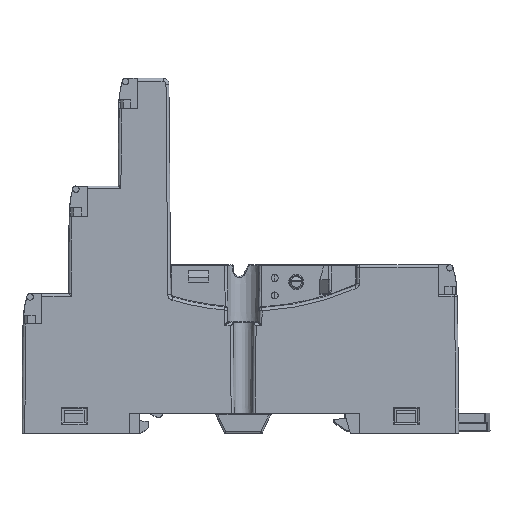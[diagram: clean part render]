
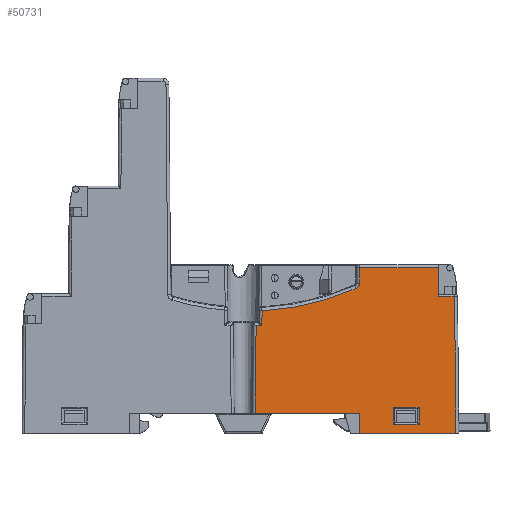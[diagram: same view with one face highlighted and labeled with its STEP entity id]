
A CAD part, top view. The second image highlights one B-rep face of the part: STEP entity #50731.
In plain terms, the highlighted planar face has unit normal (0, 0, 1).
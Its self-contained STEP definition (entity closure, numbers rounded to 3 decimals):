
#1252 = VERTEX_POINT ( 'NONE', #36939 ) ;
#2066 = CARTESIAN_POINT ( 'NONE',  ( 953.5, 28.5, 13.45 ) ) ;
#2110 = VECTOR ( 'NONE', #52229, 1000. ) ;
#2111 = CARTESIAN_POINT ( 'NONE',  ( 11.5, 3.5, 13.45 ) ) ;
#3036 = LINE ( 'NONE', #55346, #9831 ) ;
#3400 = VERTEX_POINT ( 'NONE', #5219 ) ;
#3607 = EDGE_CURVE ( 'NONE', #17102, #1252, #3036, .T. ) ;
#3969 = VERTEX_POINT ( 'NONE', #7036 ) ;
#5219 = CARTESIAN_POINT ( 'NONE',  ( -5.292, 18.5, 13.45 ) ) ;
#5235 = ORIENTED_EDGE ( 'NONE', *, *, #20659, .T. ) ;
#5975 = CARTESIAN_POINT ( 'NONE',  ( 10.875, 24.897, 13.45 ) ) ;
#6473 = ORIENTED_EDGE ( 'NONE', *, *, #51989, .T. ) ;
#6527 = CARTESIAN_POINT ( 'NONE',  ( 17.5, 1.6, 13.45 ) ) ;
#6540 = LINE ( 'NONE', #55989, #12593 ) ;
#6716 = EDGE_CURVE ( 'NONE', #21297, #56628, #55512, .T. ) ;
#7036 = CARTESIAN_POINT ( 'NONE',  ( 17.3, 4.5, 13.45 ) ) ;
#8353 = FACE_OUTER_BOUND ( 'NONE', #59618, .T. ) ;
#9307 = CARTESIAN_POINT ( 'NONE',  ( 17.3, 4.3, 13.45 ) ) ;
#9367 = CARTESIAN_POINT ( 'NONE',  ( 11.5, 0., 13.45 ) ) ;
#9831 = VECTOR ( 'NONE', #36566, 1000. ) ;
#10655 = DIRECTION ( 'NONE',  ( -1., 0., 0. ) ) ;
#11086 = CARTESIAN_POINT ( 'NONE',  ( -5.38, 8.368, 13.45 ) ) ;
#11946 = VERTEX_POINT ( 'NONE', #53563 ) ;
#12034 = EDGE_CURVE ( 'NONE', #11946, #58394, #28990, .T. ) ;
#12304 = EDGE_CURVE ( 'NONE', #3400, #11946, #55403, .T. ) ;
#12593 = VECTOR ( 'NONE', #56608, 1000. ) ;
#12643 = CARTESIAN_POINT ( 'NONE',  ( 28., 0., 13.45 ) ) ;
#12694 = EDGE_CURVE ( 'NONE', #57538, #21297, #52319, .T. ) ;
#13969 = VERTEX_POINT ( 'NONE', #41234 ) ;
#14424 = EDGE_CURVE ( 'NONE', #61532, #45872, #36185, .T. ) ;
#14493 = EDGE_CURVE ( 'NONE', #3969, #17102, #27925, .T. ) ;
#14626 = AXIS2_PLACEMENT_3D ( 'NONE', #33169, #53012, #33793 ) ;
#14677 = DIRECTION ( 'NONE',  ( 0., -1., 0. ) ) ;
#15546 = ORIENTED_EDGE ( 'NONE', *, *, #59897, .T. ) ;
#16576 = DIRECTION ( 'NONE',  ( -0.009, -1., 0. ) ) ;
#16630 = VERTEX_POINT ( 'NONE', #59504 ) ;
#16861 = EDGE_CURVE ( 'NONE', #58394, #61973, #18966, .T. ) ;
#17033 = VECTOR ( 'NONE', #58095, 1000. ) ;
#17102 = VERTEX_POINT ( 'NONE', #46105 ) ;
#17782 = LINE ( 'NONE', #9307, #54729 ) ;
#18660 = VECTOR ( 'NONE', #14677, 1000. ) ;
#18923 = VERTEX_POINT ( 'NONE', #56491 ) ;
#18966 = LINE ( 'NONE', #28263, #39329 ) ;
#19552 = DIRECTION ( 'NONE',  ( 0., 0., 1. ) ) ;
#20067 = LINE ( 'NONE', #34464, #17033 ) ;
#20659 = EDGE_CURVE ( 'NONE', #16630, #3969, #17782, .T. ) ;
#20745 = ORIENTED_EDGE ( 'NONE', *, *, #14493, .T. ) ;
#20941 = CIRCLE ( 'NONE', #61194, 999.5 ) ;
#21297 = VERTEX_POINT ( 'NONE', #25056 ) ;
#21448 = VECTOR ( 'NONE', #26287, 1000. ) ;
#21532 = ORIENTED_EDGE ( 'NONE', *, *, #6716, .T. ) ;
#22578 = DIRECTION ( 'NONE',  ( -1., 0., 0. ) ) ;
#22679 = VECTOR ( 'NONE', #32033, 1000. ) ;
#22693 = FACE_BOUND ( 'NONE', #32862, .T. ) ;
#25056 = CARTESIAN_POINT ( 'NONE',  ( 11.496, 28.5, 13.45 ) ) ;
#25413 = ORIENTED_EDGE ( 'NONE', *, *, #26814, .T. ) ;
#26287 = DIRECTION ( 'NONE',  ( -1., 0., 0. ) ) ;
#26814 = EDGE_CURVE ( 'NONE', #45872, #3400, #51213, .T. ) ;
#27344 = EDGE_CURVE ( 'NONE', #61973, #13969, #46596, .T. ) ;
#27742 = LINE ( 'NONE', #62318, #2110 ) ;
#27925 = LINE ( 'NONE', #61712, #22679 ) ;
#28243 = VECTOR ( 'NONE', #45293, 1000. ) ;
#28263 = CARTESIAN_POINT ( 'NONE',  ( 11.5, 3.5, 13.45 ) ) ;
#28990 = LINE ( 'NONE', #40258, #28243 ) ;
#29380 = ORIENTED_EDGE ( 'NONE', *, *, #12304, .T. ) ;
#31027 = AXIS2_PLACEMENT_3D ( 'NONE', #61315, #51429, #22578 ) ;
#31359 = DIRECTION ( 'NONE',  ( -1., 0., 0. ) ) ;
#31410 = EDGE_CURVE ( 'NONE', #61532, #56628, #53639, .T. ) ;
#31869 = DIRECTION ( 'NONE',  ( -0.009, -1., 0. ) ) ;
#32033 = DIRECTION ( 'NONE',  ( 1., 0., 0. ) ) ;
#32090 = ORIENTED_EDGE ( 'NONE', *, *, #14424, .T. ) ;
#32492 = ORIENTED_EDGE ( 'NONE', *, *, #35798, .T. ) ;
#32862 = EDGE_LOOP ( 'NONE', ( #20745, #51577, #32492, #5235 ) ) ;
#33169 = CARTESIAN_POINT ( 'NONE',  ( 953.5, 0., 13.45 ) ) ;
#33325 = VERTEX_POINT ( 'NONE', #12643 ) ;
#33793 = DIRECTION ( 'NONE',  ( -1., 0., 0. ) ) ;
#34464 = CARTESIAN_POINT ( 'NONE',  ( 28.5, 0., 13.45 ) ) ;
#35798 = EDGE_CURVE ( 'NONE', #1252, #16630, #47165, .T. ) ;
#36090 = CARTESIAN_POINT ( 'NONE',  ( 11.319, 8.222, 13.45 ) ) ;
#36185 = CIRCLE ( 'NONE', #31027, 46.01 ) ;
#36566 = DIRECTION ( 'NONE',  ( 0., -1., 0. ) ) ;
#36724 = AXIS2_PLACEMENT_3D ( 'NONE', #49868, #54895, #10655 ) ;
#36836 = DIRECTION ( 'NONE',  ( -1., 0., 0. ) ) ;
#36939 = CARTESIAN_POINT ( 'NONE',  ( 21.7, 1.6, 13.45 ) ) ;
#38229 = PLANE ( 'NONE',  #14626 ) ;
#38351 = VECTOR ( 'NONE', #16576, 1000. ) ;
#39329 = VECTOR ( 'NONE', #62172, 1000. ) ;
#40258 = CARTESIAN_POINT ( 'NONE',  ( -6.38, 8.377, 13.45 ) ) ;
#40384 = VECTOR ( 'NONE', #31359, 1000. ) ;
#41080 = ORIENTED_EDGE ( 'NONE', *, *, #12694, .T. ) ;
#41234 = CARTESIAN_POINT ( 'NONE',  ( 11.5, 0., 13.45 ) ) ;
#42566 = EDGE_CURVE ( 'NONE', #57538, #18923, #27742, .T. ) ;
#42589 = ORIENTED_EDGE ( 'NONE', *, *, #42566, .F. ) ;
#42672 = EDGE_CURVE ( 'NONE', #33325, #55224, #20941, .T. ) ;
#44384 = DIRECTION ( 'NONE',  ( -1., 0., 0. ) ) ;
#45293 = DIRECTION ( 'NONE',  ( -0.009, -1., 0. ) ) ;
#45661 = CARTESIAN_POINT ( 'NONE',  ( 25.017, 28.5, 13.45 ) ) ;
#45872 = VERTEX_POINT ( 'NONE', #57647 ) ;
#46105 = CARTESIAN_POINT ( 'NONE',  ( 21.7, 4.5, 13.45 ) ) ;
#46596 = LINE ( 'NONE', #9367, #18660 ) ;
#46823 = CARTESIAN_POINT ( 'NONE',  ( 27.721, 23.6, 13.45 ) ) ;
#46987 = ORIENTED_EDGE ( 'NONE', *, *, #42672, .T. ) ;
#47165 = LINE ( 'NONE', #6527, #40384 ) ;
#47936 = ORIENTED_EDGE ( 'NONE', *, *, #31410, .F. ) ;
#48447 = CARTESIAN_POINT ( 'NONE',  ( -971.5, 0., 13.45 ) ) ;
#49868 = CARTESIAN_POINT ( 'NONE',  ( 10.472, 25.812, 13.45 ) ) ;
#50731 = ADVANCED_FACE ( 'NONE', ( #22693, #8353 ), #38229, .F. ) ;
#51213 = LINE ( 'NONE', #11086, #38351 ) ;
#51429 = DIRECTION ( 'NONE',  ( 0., 0., -1. ) ) ;
#51577 = ORIENTED_EDGE ( 'NONE', *, *, #3607, .T. ) ;
#51989 = EDGE_CURVE ( 'NONE', #55224, #18923, #6540, .T. ) ;
#52229 = DIRECTION ( 'NONE',  ( 0., -1., 0. ) ) ;
#52319 = LINE ( 'NONE', #2066, #21448 ) ;
#52331 = CARTESIAN_POINT ( 'NONE',  ( 11.472, 25.804, 13.45 ) ) ;
#53012 = DIRECTION ( 'NONE',  ( 0., 0., -1. ) ) ;
#53281 = VECTOR ( 'NONE', #31869, 1000. ) ;
#53563 = CARTESIAN_POINT ( 'NONE',  ( -6.292, 18.5, 13.45 ) ) ;
#53639 = CIRCLE ( 'NONE', #36724, 1. ) ;
#54729 = VECTOR ( 'NONE', #57146, 1000. ) ;
#54895 = DIRECTION ( 'NONE',  ( 0., 0., 1. ) ) ;
#55224 = VERTEX_POINT ( 'NONE', #46823 ) ;
#55346 = CARTESIAN_POINT ( 'NONE',  ( 21.7, 1.8, 13.45 ) ) ;
#55403 = LINE ( 'NONE', #61295, #58455 ) ;
#55512 = LINE ( 'NONE', #36090, #53281 ) ;
#55989 = CARTESIAN_POINT ( 'NONE',  ( 953.5, 23.6, 13.45 ) ) ;
#56001 = CARTESIAN_POINT ( 'NONE',  ( -6.423, 3.5, 13.45 ) ) ;
#56452 = ORIENTED_EDGE ( 'NONE', *, *, #12034, .T. ) ;
#56491 = CARTESIAN_POINT ( 'NONE',  ( 25.017, 23.6, 13.45 ) ) ;
#56608 = DIRECTION ( 'NONE',  ( -1., 0., 0. ) ) ;
#56628 = VERTEX_POINT ( 'NONE', #52331 ) ;
#57146 = DIRECTION ( 'NONE',  ( 0., 1., 0. ) ) ;
#57538 = VERTEX_POINT ( 'NONE', #45661 ) ;
#57647 = CARTESIAN_POINT ( 'NONE',  ( -5.269, 21.062, 13.45 ) ) ;
#58095 = DIRECTION ( 'NONE',  ( 1., 0., 0. ) ) ;
#58394 = VERTEX_POINT ( 'NONE', #56001 ) ;
#58455 = VECTOR ( 'NONE', #36836, 1000. ) ;
#59504 = CARTESIAN_POINT ( 'NONE',  ( 17.3, 1.6, 13.45 ) ) ;
#59618 = EDGE_LOOP ( 'NONE', ( #46987, #6473, #42589, #41080, #21532, #47936, #32090, #25413, #29380, #56452, #60643, #61844, #15546 ) ) ;
#59897 = EDGE_CURVE ( 'NONE', #13969, #33325, #20067, .T. ) ;
#60643 = ORIENTED_EDGE ( 'NONE', *, *, #16861, .T. ) ;
#61194 = AXIS2_PLACEMENT_3D ( 'NONE', #48447, #19552, #44384 ) ;
#61295 = CARTESIAN_POINT ( 'NONE',  ( -6.787, 18.5, 13.45 ) ) ;
#61315 = CARTESIAN_POINT ( 'NONE',  ( -7.657, 67.01, 13.45 ) ) ;
#61532 = VERTEX_POINT ( 'NONE', #5975 ) ;
#61712 = CARTESIAN_POINT ( 'NONE',  ( 21.5, 4.5, 13.45 ) ) ;
#61844 = ORIENTED_EDGE ( 'NONE', *, *, #27344, .T. ) ;
#61973 = VERTEX_POINT ( 'NONE', #2111 ) ;
#62172 = DIRECTION ( 'NONE',  ( 1., 0., 0. ) ) ;
#62318 = CARTESIAN_POINT ( 'NONE',  ( 25.017, 29., 13.45 ) ) ;
